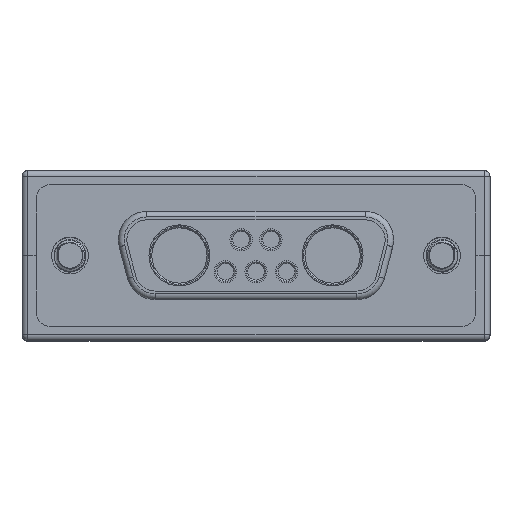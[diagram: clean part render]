
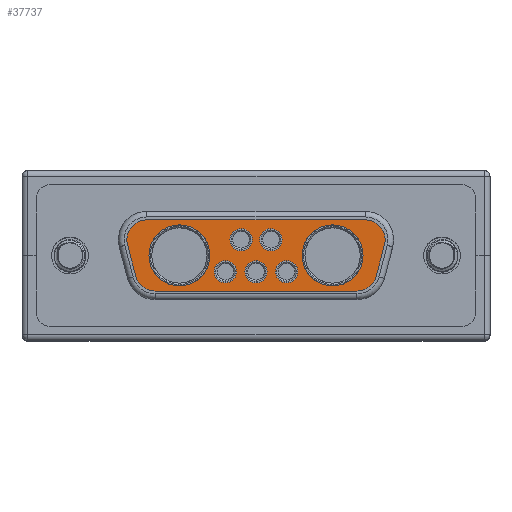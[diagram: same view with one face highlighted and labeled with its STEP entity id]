
A CAD part, top view. The second image highlights one B-rep face of the part: STEP entity #37737.
In plain terms, the highlighted planar face has unit normal (0, 0, 1).
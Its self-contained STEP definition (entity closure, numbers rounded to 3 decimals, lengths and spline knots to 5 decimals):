
#134 = PLANE ( 'NONE',  #8465 ) ;
#200 = CARTESIAN_POINT ( 'NONE',  ( -0.42378, -0.0733, 0.242 ) ) ;
#225 = DIRECTION ( 'NONE',  ( 0.254, 0.967, 0. ) ) ;
#247 = ORIENTED_EDGE ( 'NONE', *, *, #27229, .T. ) ;
#283 = DIRECTION ( 'NONE',  ( 0., 0., 1. ) ) ;
#335 = CARTESIAN_POINT ( 'NONE',  ( 0.38524, 0.12551, 0.242 ) ) ;
#1230 = EDGE_LOOP ( 'NONE', ( #42180 ) ) ;
#1338 = EDGE_CURVE ( 'NONE', #40383, #10414, #39159, .T. ) ;
#1834 = CIRCLE ( 'NONE', #17570, 0.07 ) ;
#1899 = AXIS2_PLACEMENT_3D ( 'NONE', #13171, #39952, #13021 ) ;
#3074 = VECTOR ( 'NONE', #28891, 39.37008 ) ;
#3323 = AXIS2_PLACEMENT_3D ( 'NONE', #40303, #3534, #36906 ) ;
#3534 = DIRECTION ( 'NONE',  ( 0., 0., 1. ) ) ;
#3551 = VERTEX_POINT ( 'NONE', #20653 ) ;
#3567 = DIRECTION ( 'NONE',  ( 1., 0., 0. ) ) ;
#3589 = ORIENTED_EDGE ( 'NONE', *, *, #33697, .T. ) ;
#3617 = CIRCLE ( 'NONE', #3323, 0.03937 ) ;
#3728 = VERTEX_POINT ( 'NONE', #13277 ) ;
#3963 = CIRCLE ( 'NONE', #10773, 0.03937 ) ;
#4001 = FACE_BOUND ( 'NONE', #40882, .T. ) ;
#4546 = DIRECTION ( 'NONE',  ( 0., 0., 1. ) ) ;
#4788 = VERTEX_POINT ( 'NONE', #32314 ) ;
#4901 = DIRECTION ( 'NONE',  ( 1., 0., 0. ) ) ;
#5229 = ORIENTED_EDGE ( 'NONE', *, *, #19118, .F. ) ;
#5232 = VERTEX_POINT ( 'NONE', #335 ) ;
#5314 = EDGE_CURVE ( 'NONE', #36568, #16502, #38339, .T. ) ;
#6209 = DIRECTION ( 'NONE',  ( -1., 0., 0. ) ) ;
#6342 = DIRECTION ( 'NONE',  ( 1., 0., 0. ) ) ;
#6479 = EDGE_CURVE ( 'NONE', #4788, #4788, #39804, .T. ) ;
#6678 = AXIS2_PLACEMENT_3D ( 'NONE', #37659, #4546, #18081 ) ;
#7151 = FACE_OUTER_BOUND ( 'NONE', #32462, .T. ) ;
#7665 = FACE_BOUND ( 'NONE', #28360, .T. ) ;
#8309 = CIRCLE ( 'NONE', #35621, 0.03937 ) ;
#8465 = AXIS2_PLACEMENT_3D ( 'NONE', #20441, #283, #41012 ) ;
#8991 = EDGE_CURVE ( 'NONE', #19058, #3551, #32316, .T. ) ;
#9310 = ORIENTED_EDGE ( 'NONE', *, *, #8991, .T. ) ;
#9413 = CARTESIAN_POINT ( 'NONE',  ( 0.10786, -0.05736, 0.242 ) ) ;
#9599 = CARTESIAN_POINT ( 'NONE',  ( -0.06848, -0.05736, 0.242 ) ) ;
#10414 = VERTEX_POINT ( 'NONE', #40160 ) ;
#10465 = ORIENTED_EDGE ( 'NONE', *, *, #25180, .F. ) ;
#10773 = AXIS2_PLACEMENT_3D ( 'NONE', #12090, #28844, #4901 ) ;
#11206 = ORIENTED_EDGE ( 'NONE', *, *, #41138, .T. ) ;
#11573 = CARTESIAN_POINT ( 'NONE',  ( 0.42378, -0.0733, 0.242 ) ) ;
#11895 = FACE_BOUND ( 'NONE', #18672, .T. ) ;
#12046 = CIRCLE ( 'NONE', #1899, 0.07 ) ;
#12090 = CARTESIAN_POINT ( 'NONE',  ( -0.05256, 0.05542, 0.242 ) ) ;
#12398 = CARTESIAN_POINT ( 'NONE',  ( 0.35607, -0.12551, 0.242 ) ) ;
#12422 = CARTESIAN_POINT ( 'NONE',  ( 0.06848, -0.05736, 0.242 ) ) ;
#12870 = AXIS2_PLACEMENT_3D ( 'NONE', #9413, #19314, #6209 ) ;
#13021 = DIRECTION ( 'NONE',  ( 1., 0., 0. ) ) ;
#13171 = CARTESIAN_POINT ( 'NONE',  ( -0.35607, -0.05551, 0.242 ) ) ;
#13277 = CARTESIAN_POINT ( 'NONE',  ( 0.01319, 0.05542, 0.242 ) ) ;
#13714 = VERTEX_POINT ( 'NONE', #12422 ) ;
#13987 = FACE_BOUND ( 'NONE', #18585, .T. ) ;
#14141 = DIRECTION ( 'NONE',  ( 1., 0., 0. ) ) ;
#14315 = DIRECTION ( 'NONE',  ( 1., 0., 0. ) ) ;
#14556 = EDGE_CURVE ( 'NONE', #13714, #13714, #18788, .T. ) ;
#15053 = FACE_BOUND ( 'NONE', #22776, .T. ) ;
#16246 = DIRECTION ( 'NONE',  ( 0., 0., 1. ) ) ;
#16395 = VERTEX_POINT ( 'NONE', #40213 ) ;
#16502 = VERTEX_POINT ( 'NONE', #12398 ) ;
#16627 = DIRECTION ( 'NONE',  ( 0., 0., 1. ) ) ;
#17264 = DIRECTION ( 'NONE',  ( 0., 0., 1. ) ) ;
#17570 = AXIS2_PLACEMENT_3D ( 'NONE', #34362, #27543, #14315 ) ;
#17895 = ORIENTED_EDGE ( 'NONE', *, *, #31555, .T. ) ;
#18081 = DIRECTION ( 'NONE',  ( 1., 0., 0. ) ) ;
#18585 = EDGE_LOOP ( 'NONE', ( #35815 ) ) ;
#18672 = EDGE_LOOP ( 'NONE', ( #26997 ) ) ;
#18788 = CIRCLE ( 'NONE', #12870, 0.03937 ) ;
#18923 = CARTESIAN_POINT ( 'NONE',  ( -0.45294, 0.03773, 0.242 ) ) ;
#19058 = VERTEX_POINT ( 'NONE', #11573 ) ;
#19118 = EDGE_CURVE ( 'NONE', #33263, #33263, #37314, .T. ) ;
#19314 = DIRECTION ( 'NONE',  ( 0., 0., 1. ) ) ;
#19876 = VECTOR ( 'NONE', #14141, 39.37008 ) ;
#20316 = ORIENTED_EDGE ( 'NONE', *, *, #32266, .T. ) ;
#20441 = CARTESIAN_POINT ( 'NONE',  ( -0.38524, 0.05551, 0.242 ) ) ;
#20653 = CARTESIAN_POINT ( 'NONE',  ( 0.45294, 0.03773, 0.242 ) ) ;
#21712 = DIRECTION ( 'NONE',  ( 1., 0., 0. ) ) ;
#22610 = CARTESIAN_POINT ( 'NONE',  ( 0.3775, 0., 0.242 ) ) ;
#22776 = EDGE_LOOP ( 'NONE', ( #5229 ) ) ;
#22832 = DIRECTION ( 'NONE',  ( 1., 0., 0. ) ) ;
#22856 = LINE ( 'NONE', #38003, #38085 ) ;
#22997 = CARTESIAN_POINT ( 'NONE',  ( 0., -0.05736, 0.242 ) ) ;
#23028 = DIRECTION ( 'NONE',  ( 1., 0., 0. ) ) ;
#23092 = CARTESIAN_POINT ( 'NONE',  ( -0.35607, -0.12551, 0.242 ) ) ;
#23372 = VECTOR ( 'NONE', #225, 39.37008 ) ;
#23634 = ORIENTED_EDGE ( 'NONE', *, *, #27796, .F. ) ;
#24022 = CARTESIAN_POINT ( 'NONE',  ( -0.38524, 0.05551, 0.242 ) ) ;
#24299 = VERTEX_POINT ( 'NONE', #9599 ) ;
#25084 = AXIS2_PLACEMENT_3D ( 'NONE', #24022, #17264, #3567 ) ;
#25180 = EDGE_CURVE ( 'NONE', #24299, #24299, #38905, .T. ) ;
#25343 = VERTEX_POINT ( 'NONE', #33620 ) ;
#25716 = AXIS2_PLACEMENT_3D ( 'NONE', #39993, #16627, #22832 ) ;
#26843 = CARTESIAN_POINT ( 'NONE',  ( 0.42378, -0.0733, 0.242 ) ) ;
#26997 = ORIENTED_EDGE ( 'NONE', *, *, #27411, .F. ) ;
#27229 = EDGE_CURVE ( 'NONE', #16502, #19058, #1834, .T. ) ;
#27326 = LINE ( 'NONE', #18923, #3074 ) ;
#27411 = EDGE_CURVE ( 'NONE', #25343, #25343, #3963, .T. ) ;
#27543 = DIRECTION ( 'NONE',  ( 0., 0., 1. ) ) ;
#27796 = EDGE_CURVE ( 'NONE', #16395, #16395, #8309, .T. ) ;
#28360 = EDGE_LOOP ( 'NONE', ( #23634 ) ) ;
#28602 = VERTEX_POINT ( 'NONE', #200 ) ;
#28844 = DIRECTION ( 'NONE',  ( 0., 0., 1. ) ) ;
#28891 = DIRECTION ( 'NONE',  ( 0.254, -0.967, 0. ) ) ;
#29945 = CIRCLE ( 'NONE', #6678, 0.07 ) ;
#30312 = DIRECTION ( 'NONE',  ( 0., 0., 1. ) ) ;
#31555 = EDGE_CURVE ( 'NONE', #3551, #5232, #29945, .T. ) ;
#32266 = EDGE_CURVE ( 'NONE', #10414, #28602, #27326, .T. ) ;
#32293 = CARTESIAN_POINT ( 'NONE',  ( -0.10786, -0.05736, 0.242 ) ) ;
#32314 = CARTESIAN_POINT ( 'NONE',  ( -0.1625, 0., 0.242 ) ) ;
#32316 = LINE ( 'NONE', #26843, #23372 ) ;
#32462 = EDGE_LOOP ( 'NONE', ( #39410, #247, #9310, #17895, #11206, #38169, #20316, #3589 ) ) ;
#33263 = VERTEX_POINT ( 'NONE', #22610 ) ;
#33375 = EDGE_CURVE ( 'NONE', #3728, #3728, #3617, .T. ) ;
#33620 = CARTESIAN_POINT ( 'NONE',  ( -0.01319, 0.05542, 0.242 ) ) ;
#33697 = EDGE_CURVE ( 'NONE', #28602, #36568, #12046, .T. ) ;
#34362 = CARTESIAN_POINT ( 'NONE',  ( 0.35607, -0.05551, 0.242 ) ) ;
#34483 = ORIENTED_EDGE ( 'NONE', *, *, #6479, .F. ) ;
#34554 = FACE_BOUND ( 'NONE', #40629, .T. ) ;
#34682 = CARTESIAN_POINT ( 'NONE',  ( -0.38524, 0.12551, 0.242 ) ) ;
#34921 = CARTESIAN_POINT ( 'NONE',  ( -0.35607, -0.12551, 0.242 ) ) ;
#35107 = FACE_BOUND ( 'NONE', #1230, .T. ) ;
#35621 = AXIS2_PLACEMENT_3D ( 'NONE', #22997, #30312, #6342 ) ;
#35815 = ORIENTED_EDGE ( 'NONE', *, *, #14556, .F. ) ;
#35873 = AXIS2_PLACEMENT_3D ( 'NONE', #32293, #41999, #21712 ) ;
#36568 = VERTEX_POINT ( 'NONE', #23092 ) ;
#36906 = DIRECTION ( 'NONE',  ( -1., 0., 0. ) ) ;
#37314 = CIRCLE ( 'NONE', #43124, 0.1075 ) ;
#37659 = CARTESIAN_POINT ( 'NONE',  ( 0.38524, 0.05551, 0.242 ) ) ;
#37737 = ADVANCED_FACE ( 'NONE', ( #34554, #7665, #35107, #15053, #11895, #4001, #13987, #7151 ), #134, .T. ) ;
#38003 = CARTESIAN_POINT ( 'NONE',  ( 0.38524, 0.12551, 0.242 ) ) ;
#38085 = VECTOR ( 'NONE', #38150, 39.37008 ) ;
#38150 = DIRECTION ( 'NONE',  ( -1., 0., 0. ) ) ;
#38169 = ORIENTED_EDGE ( 'NONE', *, *, #1338, .T. ) ;
#38339 = LINE ( 'NONE', #34921, #19876 ) ;
#38905 = CIRCLE ( 'NONE', #35873, 0.03937 ) ;
#39159 = CIRCLE ( 'NONE', #25084, 0.07 ) ;
#39410 = ORIENTED_EDGE ( 'NONE', *, *, #5314, .T. ) ;
#39804 = CIRCLE ( 'NONE', #25716, 0.1075 ) ;
#39952 = DIRECTION ( 'NONE',  ( 0., 0., 1. ) ) ;
#39993 = CARTESIAN_POINT ( 'NONE',  ( -0.27, 0., 0.242 ) ) ;
#40160 = CARTESIAN_POINT ( 'NONE',  ( -0.45294, 0.03773, 0.242 ) ) ;
#40205 = CARTESIAN_POINT ( 'NONE',  ( 0.27, 0., 0.242 ) ) ;
#40213 = CARTESIAN_POINT ( 'NONE',  ( 0.03937, -0.05736, 0.242 ) ) ;
#40303 = CARTESIAN_POINT ( 'NONE',  ( 0.05256, 0.05542, 0.242 ) ) ;
#40383 = VERTEX_POINT ( 'NONE', #34682 ) ;
#40629 = EDGE_LOOP ( 'NONE', ( #34483 ) ) ;
#40882 = EDGE_LOOP ( 'NONE', ( #10465 ) ) ;
#41012 = DIRECTION ( 'NONE',  ( 1., 0., 0. ) ) ;
#41138 = EDGE_CURVE ( 'NONE', #5232, #40383, #22856, .T. ) ;
#41999 = DIRECTION ( 'NONE',  ( 0., 0., 1. ) ) ;
#42180 = ORIENTED_EDGE ( 'NONE', *, *, #33375, .F. ) ;
#43124 = AXIS2_PLACEMENT_3D ( 'NONE', #40205, #16246, #23028 ) ;
